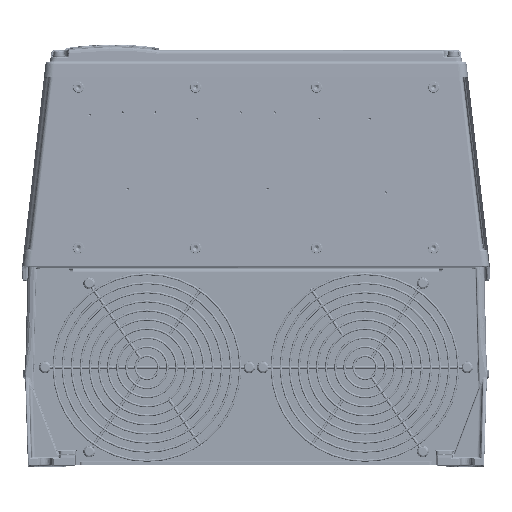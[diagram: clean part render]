
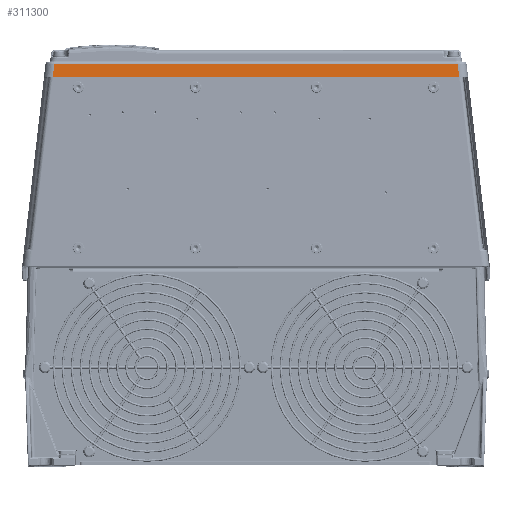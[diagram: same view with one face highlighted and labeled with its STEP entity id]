
A CAD part, top view. The second image highlights one B-rep face of the part: STEP entity #311300.
In plain terms, the highlighted planar face has unit normal (0, 0.035, 0.999).
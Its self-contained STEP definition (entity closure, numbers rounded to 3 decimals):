
#19288=CARTESIAN_POINT('',(-161.254,142.5,376.512));
#19298=DIRECTION('',(-1.,0.,0.));
#19299=VECTOR('',#19298,322.508);
#19300=CARTESIAN_POINT('',(161.254,142.5,376.512));
#19301=LINE('',#19300,#19299);
#19310=CARTESIAN_POINT('',(161.254,142.5,376.512));
#85128=DIRECTION('',(1.,0.,0.));
#85129=VECTOR('',#85128,320.133);
#85130=CARTESIAN_POINT('',(-160.066,152.763,
376.154));
#85131=LINE('',#85130,#85129);
#85132=DIRECTION('',(-0.115,0.993,-0.035));
#85133=VECTOR('',#85132,10.338);
#85134=CARTESIAN_POINT('',(161.254,142.5,376.512));
#85135=LINE('',#85134,#85133);
#85136=DIRECTION('',(0.115,0.993,-0.035));
#85137=VECTOR('',#85136,10.338);
#85138=CARTESIAN_POINT('',(-161.254,142.5,376.512));
#85139=LINE('',#85138,#85137);
#85184=CARTESIAN_POINT('',(-160.066,152.763,
376.154));
#122289=VERTEX_POINT('',#19288);
#122292=VERTEX_POINT('',#19310);
#122741=VERTEX_POINT('',#85184);
#122744=CARTESIAN_POINT('',(160.066,152.763,
376.154));
#122745=VERTEX_POINT('',#122744);
#311288=CARTESIAN_POINT('',(169.512,142.5,376.512));
#311289=DIRECTION('',(0.,0.035,0.999));
#311290=DIRECTION('',(-1.,0.,0.));
#311291=AXIS2_PLACEMENT_3D('',#311288,#311289,#311290);
#311292=PLANE('',#311291);
#311293=ORIENTED_EDGE('',*,*,#311099,.T.);
#311294=ORIENTED_EDGE('',*,*,#311276,.F.);
#311295=ORIENTED_EDGE('',*,*,#178183,.T.);
#311297=ORIENTED_EDGE('',*,*,#311296,.T.);
#311298=EDGE_LOOP('',(#311293,#311294,#311295,#311297));
#311299=FACE_OUTER_BOUND('',#311298,.F.);
#311300=ADVANCED_FACE('',(#311299),#311292,.T.);
#178183=EDGE_CURVE('',#122292,#122289,#19301,.T.);
#311099=EDGE_CURVE('',#122741,#122745,#85131,.T.);
#311276=EDGE_CURVE('',#122292,#122745,#85135,.T.);
#311296=EDGE_CURVE('',#122289,#122741,#85139,.T.);
